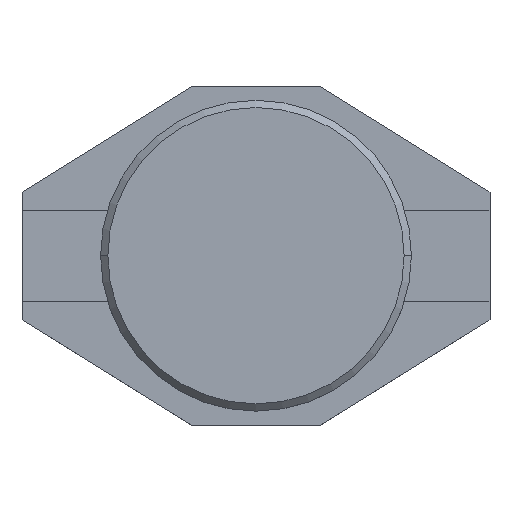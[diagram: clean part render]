
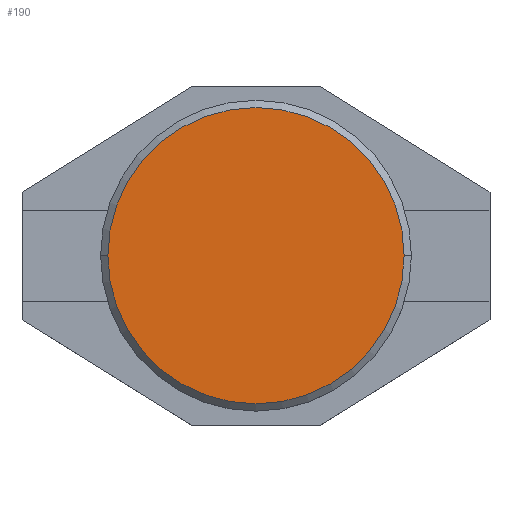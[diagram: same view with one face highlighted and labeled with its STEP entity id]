
A CAD part, top view. The second image highlights one B-rep face of the part: STEP entity #190.
In plain terms, the highlighted planar face has unit normal (0, 0, 1).
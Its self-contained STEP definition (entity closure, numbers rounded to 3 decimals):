
#112=CARTESIAN_POINT('',(-4.1,0.0,5.08));
#113=VERTEX_POINT('',#112);
#121=CARTESIAN_POINT('',(4.1,0.,5.08));
#122=VERTEX_POINT('',#121);
#129=CARTESIAN_POINT('',(0.0,0.0,5.08));
#130=DIRECTION('',(0.0,0.0,-1.0));
#131=DIRECTION('',(-1.0,0.0,0.0));
#132=AXIS2_PLACEMENT_3D('',#129,#130,#131);
#133=CIRCLE('',#132,4.1);
#134=EDGE_CURVE('',#122,#113,#133,.T.);
#145=CARTESIAN_POINT('',(0.0,0.0,5.08));
#146=DIRECTION('',(0.0,0.0,-1.0));
#147=DIRECTION('',(-1.0,0.0,0.0));
#148=AXIS2_PLACEMENT_3D('',#145,#146,#147);
#149=CIRCLE('',#148,4.1);
#150=EDGE_CURVE('',#113,#122,#149,.T.);
#181=CARTESIAN_POINT('',(0.0,0.0,5.08));
#182=DIRECTION('',(0.0,0.0,1.0));
#183=DIRECTION('',(1.0,0.0,0.0));
#184=AXIS2_PLACEMENT_3D('',#181,#182,#183);
#185=PLANE('',#184);
#186=ORIENTED_EDGE('',*,*,#134,.F.);
#187=ORIENTED_EDGE('',*,*,#150,.F.);
#188=EDGE_LOOP('',(#186,#187));
#189=FACE_OUTER_BOUND('',#188,.T.);
#190=ADVANCED_FACE('',(#189),#185,.T.);
